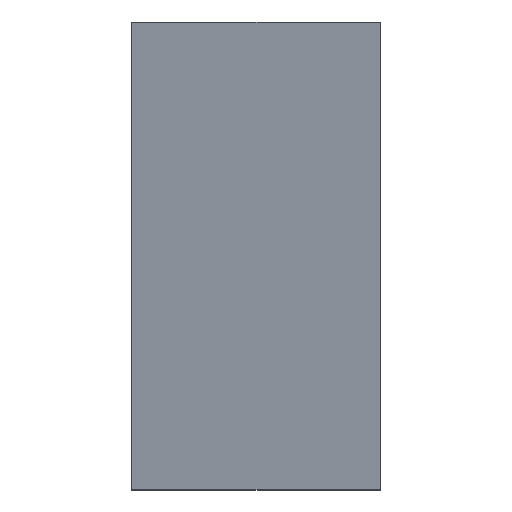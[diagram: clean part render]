
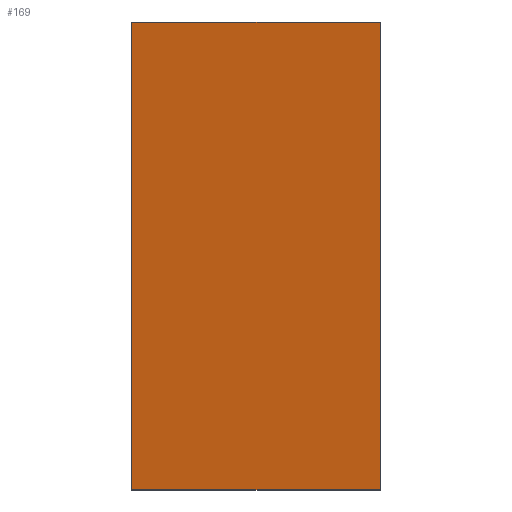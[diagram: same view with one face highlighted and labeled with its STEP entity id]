
A CAD part, left-side view. The second image highlights one B-rep face of the part: STEP entity #169.
In plain terms, the highlighted planar face has unit normal (-0.985, 0, -0.174).
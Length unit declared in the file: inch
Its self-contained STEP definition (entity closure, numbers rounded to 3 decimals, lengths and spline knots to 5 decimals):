
#20=FACE_OUTER_BOUND('',#30,.T.);
#30=EDGE_LOOP('',(#120,#121,#122,#123,#124,#125));
#39=B_SPLINE_CURVE_WITH_KNOTS('',3,(#250,#251,#252,#253,#254,#255),
 .UNSPECIFIED.,.F.,.F.,(4,2,4),(-13.65495,-6.82963,0.),
 .UNSPECIFIED.);
#40=B_SPLINE_CURVE_WITH_KNOTS('',3,(#258,#259,#260,#261,#262,#263),
 .UNSPECIFIED.,.F.,.F.,(4,2,4),(-13.66028,-6.83064,-0.00533),
 .UNSPECIFIED.);
#53=LINE('',#230,#63);
#57=LINE('',#245,#67);
#58=LINE('',#248,#68);
#59=LINE('',#257,#69);
#63=VECTOR('',#203,0.3937);
#67=VECTOR('',#209,0.3937);
#68=VECTOR('',#212,0.3937);
#69=VECTOR('',#213,0.3937);
#73=VERTEX_POINT('',#227);
#74=VERTEX_POINT('',#229);
#77=VERTEX_POINT('',#243);
#78=VERTEX_POINT('',#247);
#79=VERTEX_POINT('',#249);
#80=VERTEX_POINT('',#256);
#89=EDGE_CURVE('',#73,#74,#53,.T.);
#94=EDGE_CURVE('',#73,#77,#57,.T.);
#95=EDGE_CURVE('',#78,#77,#58,.T.);
#96=EDGE_CURVE('',#79,#78,#39,.T.);
#97=EDGE_CURVE('',#80,#79,#59,.T.);
#98=EDGE_CURVE('',#74,#80,#40,.T.);
#120=ORIENTED_EDGE('',*,*,#94,.T.);
#121=ORIENTED_EDGE('',*,*,#95,.F.);
#122=ORIENTED_EDGE('',*,*,#96,.F.);
#123=ORIENTED_EDGE('',*,*,#97,.F.);
#124=ORIENTED_EDGE('',*,*,#98,.F.);
#125=ORIENTED_EDGE('',*,*,#89,.F.);
#162=PLANE('',#193);
#169=ADVANCED_FACE('',(#20),#162,.F.);
#193=AXIS2_PLACEMENT_3D('',#246,#210,#211);
#203=DIRECTION('',(0.174,0.,-0.985));
#209=DIRECTION('',(0.,1.,0.));
#210=DIRECTION('center_axis',(0.985,0.,0.174));
#211=DIRECTION('ref_axis',(0.174,0.,-0.985));
#212=DIRECTION('',(-0.174,0.,0.985));
#213=DIRECTION('',(0.,1.,0.));
#227=CARTESIAN_POINT('',(-28.18405,8.,31.));
#229=CARTESIAN_POINT('',(-27.78821,8.,28.7551));
#230=CARTESIAN_POINT('',(-27.93793,8.,29.60419));
#243=CARTESIAN_POINT('',(-28.18405,12.,31.));
#245=CARTESIAN_POINT('',(-28.18405,3.,31.));
#246=CARTESIAN_POINT('Origin',(-29.22897,-4.,36.92605));
#247=CARTESIAN_POINT('',(-27.78821,12.,28.7551));
#248=CARTESIAN_POINT('',(-30.07884,12.,41.7459));
#249=CARTESIAN_POINT('',(-26.85469,12.,23.46081));
#250=CARTESIAN_POINT('Ctrl Pts',(-26.85469,12.,23.46081));
#251=CARTESIAN_POINT('Ctrl Pts',(-27.01022,12.,24.34292));
#252=CARTESIAN_POINT('Ctrl Pts',(-27.16576,12.,25.22502));
#253=CARTESIAN_POINT('Ctrl Pts',(-27.47694,12.,26.98978));
#254=CARTESIAN_POINT('Ctrl Pts',(-27.63258,12.,27.87244));
#255=CARTESIAN_POINT('Ctrl Pts',(-27.78821,12.,28.7551));
#256=CARTESIAN_POINT('',(-26.85469,8.,23.46081));
#257=CARTESIAN_POINT('',(-26.85469,-4.,23.46081));
#258=CARTESIAN_POINT('Ctrl Pts',(-27.78821,8.,28.7551));
#259=CARTESIAN_POINT('Ctrl Pts',(-27.63258,8.,27.87244));
#260=CARTESIAN_POINT('Ctrl Pts',(-27.47694,8.,26.98978));
#261=CARTESIAN_POINT('Ctrl Pts',(-27.16576,8.,25.22502));
#262=CARTESIAN_POINT('Ctrl Pts',(-27.01022,8.,24.34291));
#263=CARTESIAN_POINT('Ctrl Pts',(-26.85469,8.,23.46081));
